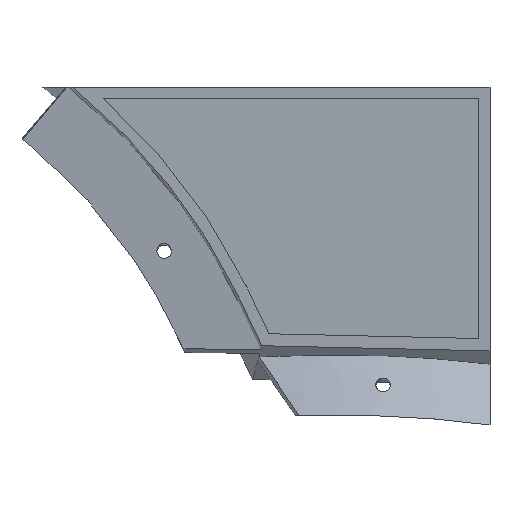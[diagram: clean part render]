
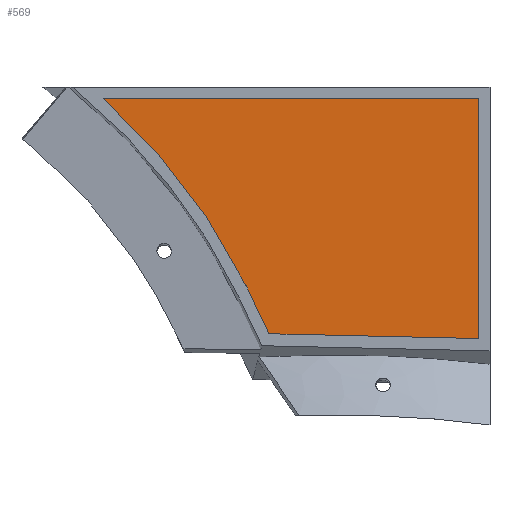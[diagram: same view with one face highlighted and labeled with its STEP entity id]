
A CAD part, front view. The second image highlights one B-rep face of the part: STEP entity #569.
In plain terms, the highlighted planar face has unit normal (0.068, -0.995, -0.072).
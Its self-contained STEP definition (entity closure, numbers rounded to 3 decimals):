
#17=CIRCLE('',#614,109.357);
#82=FACE_OUTER_BOUND('',#116,.T.);
#116=EDGE_LOOP('',(#481,#482,#483,#484,#485,#486));
#156=LINE('',#1206,#208);
#161=LINE('',#1221,#213);
#164=LINE('',#1227,#216);
#167=LINE('',#1231,#219);
#169=LINE('',#1242,#221);
#208=VECTOR('',#700,10.);
#213=VECTOR('',#707,10.);
#216=VECTOR('',#712,10.);
#219=VECTOR('',#717,10.);
#221=VECTOR('',#727,10.);
#268=VERTEX_POINT('',#1204);
#269=VERTEX_POINT('',#1205);
#274=VERTEX_POINT('',#1218);
#275=VERTEX_POINT('',#1220);
#277=VERTEX_POINT('',#1226);
#278=VERTEX_POINT('',#1233);
#339=EDGE_CURVE('',#268,#269,#156,.T.);
#345=EDGE_CURVE('',#275,#274,#161,.T.);
#348=EDGE_CURVE('',#275,#277,#164,.T.);
#351=EDGE_CURVE('',#277,#268,#167,.T.);
#352=EDGE_CURVE('',#269,#278,#17,.T.);
#356=EDGE_CURVE('',#274,#278,#169,.T.);
#481=ORIENTED_EDGE('',*,*,#351,.F.);
#482=ORIENTED_EDGE('',*,*,#348,.F.);
#483=ORIENTED_EDGE('',*,*,#345,.T.);
#484=ORIENTED_EDGE('',*,*,#356,.T.);
#485=ORIENTED_EDGE('',*,*,#352,.F.);
#486=ORIENTED_EDGE('',*,*,#339,.F.);
#539=PLANE('',#617);
#569=ADVANCED_FACE('',(#82),#539,.F.);
#614=AXIS2_PLACEMENT_3D('',#1234,#720,#721);
#617=AXIS2_PLACEMENT_3D('',#1243,#728,#729);
#700=DIRECTION('',(-0.904,-0.031,-0.426));
#707=DIRECTION('',(0.,-0.073,0.997));
#712=DIRECTION('',(-0.997,-0.07,0.023));
#717=DIRECTION('',(-0.426,-0.095,0.9));
#720=DIRECTION('center_axis',(0.068,-0.995,-0.072));
#721=DIRECTION('ref_axis',(0.902,0.031,0.431));
#727=DIRECTION('',(-0.998,-0.068,0.));
#728=DIRECTION('center_axis',(-0.068,0.995,0.072));
#729=DIRECTION('ref_axis',(0.,-0.073,0.997));
#1204=CARTESIAN_POINT('',(68.414,33.247,147.717));
#1205=CARTESIAN_POINT('',(68.411,33.247,147.715));
#1206=CARTESIAN_POINT('',(66.413,33.178,146.773));
#1218=CARTESIAN_POINT('',(113.025,33.784,182.393));
#1220=CARTESIAN_POINT('',(113.025,37.277,134.389));
#1221=CARTESIAN_POINT('',(113.025,34.612,171.011));
#1226=CARTESIAN_POINT('',(74.308,34.557,135.273));
#1227=CARTESIAN_POINT('',(66.933,34.038,135.441));
#1231=CARTESIAN_POINT('',(64.755,32.434,155.441));
#1233=CARTESIAN_POINT('',(41.868,28.902,182.393));
#1234=CARTESIAN_POINT('Origin',(-29.863,29.987,99.855));
#1242=CARTESIAN_POINT('',(43.353,29.004,182.393));
#1243=CARTESIAN_POINT('Origin',(68.141,32.753,154.248));
